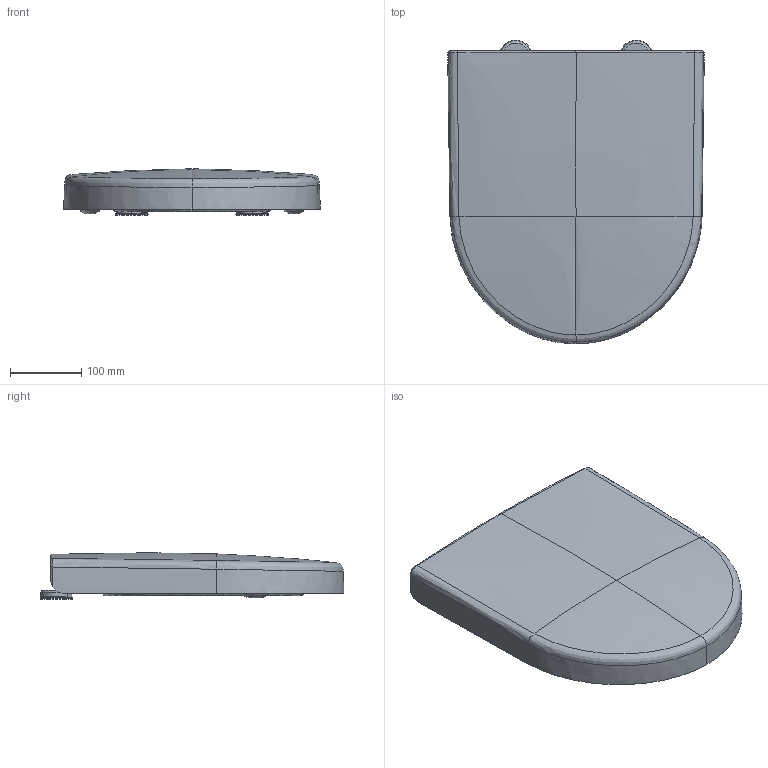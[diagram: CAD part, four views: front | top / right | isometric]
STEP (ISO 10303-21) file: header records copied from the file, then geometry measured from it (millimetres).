
FILE_DESCRIPTION(/* description */ (''),/* implementation_level */ '2;1');
FILE_NAME(/* name */ '9M6661_9M66E1_WCS.stp',/* time_stamp */ '2021-10-27T14:38:52+02:00',/* author */ (''),/* organization */ (''),/* preprocessor_version */ 'ST-DEVELOPER v18.1',/* originating_system */ 'SIEMENS PLM Software NX 1973',/* authorisation */ '');
FILE_SCHEMA (('AUTOMOTIVE_DESIGN { 1 0 10303 214 3 1 1 1 }'));
Products named in the file (1): Muel31F80039mgcs
Bounding box: 360.85 x 427.67 x 65.28 mm (x, y, z)
Volume: 1575577.5 mm3; surface area: 588604.4 mm2
Topology: 12 solids, 12 shells, 624 faces, 1561 edges, 937 vertices
Faces by surface type: bspline 363, cylinder 97, plane 82, torus 38, cone 26, sphere 11, extrusion 4, revolution 3
Full cylindrical faces by diameter (mm): 8 x6, 8.15 x2, 11 x4, 12.15 x2, 28.5 x2, 36 x2
Entity records: 89073 total; most frequent: CARTESIAN_POINT 77361, ORIENTED_EDGE 2954, DIRECTION 1508, EDGE_CURVE 1477, VERTEX_POINT 918, B_SPLINE_CURVE_WITH_KNOTS 717, EDGE_LOOP 683, AXIS2_PLACEMENT_3D 630
